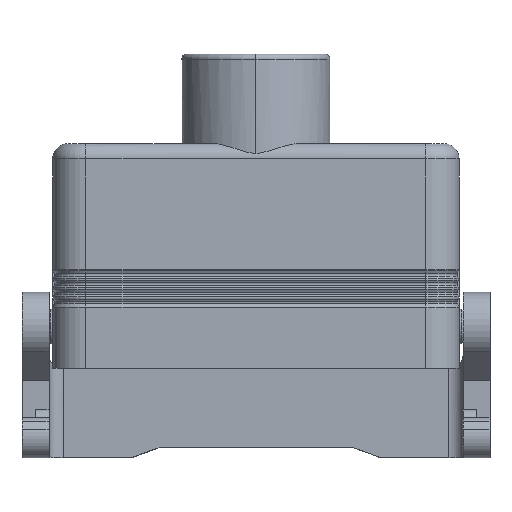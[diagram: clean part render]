
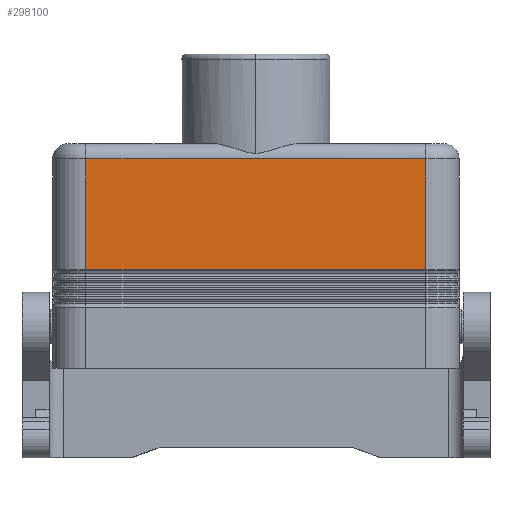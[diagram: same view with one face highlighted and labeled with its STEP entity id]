
A CAD part, front view. The second image highlights one B-rep face of the part: STEP entity #298100.
In plain terms, the highlighted face is planar.
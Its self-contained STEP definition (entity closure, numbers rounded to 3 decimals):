
#1710=CARTESIAN_POINT('',(17.6,-54.,0.));
#1720=DIRECTION('',(0.,0.,1.));
#1730=VECTOR('',#1720,1.);
#1740=LINE('',#1710,#1730);
#17560=CARTESIAN_POINT('',(17.6,-54.,19.33));
#17570=VERTEX_POINT('',#17560);
#20530=CARTESIAN_POINT('',(17.6,-54.,41.));
#20540=VERTEX_POINT('',#20530);
#20570=EDGE_CURVE('',#17570,#20540,#1740,.T.);
#42280=CARTESIAN_POINT('',(17.6,12.5,0.));
#42290=DIRECTION('',(0.,0.,1.));
#42300=VECTOR('',#42290,1.);
#42310=LINE('',#42280,#42300);
#51430=CARTESIAN_POINT('',(17.6,12.5,19.33));
#51440=VERTEX_POINT('',#51430);
#56470=CARTESIAN_POINT('',(17.6,12.5,41.));
#56480=VERTEX_POINT('',#56470);
#56650=EDGE_CURVE('',#51440,#56480,#42310,.T.);
#297110=CARTESIAN_POINT('',(17.6,27.25,0.));
#297120=DIRECTION('',(1.,0.,0.));
#297130=DIRECTION('',(0.,-1.,0.));
#297140=AXIS2_PLACEMENT_3D('',#297110,#297120,#297130);
#297150=PLANE('',#297140);
#297940=ORIENTED_EDGE('',*,*,#20570,.F.);
#297950=CARTESIAN_POINT('',(17.6,0.,41.));
#297960=DIRECTION('',(0.,-1.,0.));
#297970=VECTOR('',#297960,1.);
#297980=LINE('',#297950,#297970);
#297990=EDGE_CURVE('',#56480,#20540,#297980,.T.);
#298000=ORIENTED_EDGE('',*,*,#297990,.T.);
#298010=ORIENTED_EDGE('',*,*,#56650,.T.);
#298020=CARTESIAN_POINT('',(17.6,0.,19.33));
#298030=DIRECTION('',(0.,-1.,0.));
#298040=VECTOR('',#298030,1.);
#298050=LINE('',#298020,#298040);
#298060=EDGE_CURVE('',#51440,#17570,#298050,.T.);
#298070=ORIENTED_EDGE('',*,*,#298060,.F.);
#298080=EDGE_LOOP('',(#298070,#298010,#298000,#297940));
#298090=FACE_OUTER_BOUND('',#298080,.T.);
#298100=ADVANCED_FACE('',(#298090),#297150,.T.);
